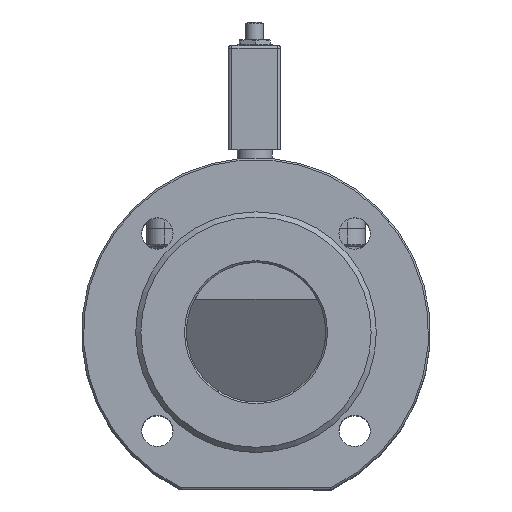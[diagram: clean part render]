
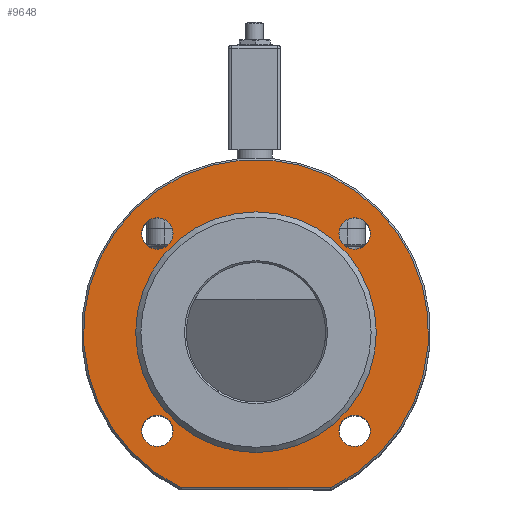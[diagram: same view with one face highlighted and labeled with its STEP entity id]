
A CAD part, top view. The second image highlights one B-rep face of the part: STEP entity #9648.
In plain terms, the highlighted planar face has unit normal (0, 0, 1).
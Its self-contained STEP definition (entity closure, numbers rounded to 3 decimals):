
#185=FACE_BOUND('',#1486,.T.);
#186=FACE_BOUND('',#1487,.T.);
#187=FACE_BOUND('',#1488,.T.);
#188=FACE_BOUND('',#1489,.T.);
#189=FACE_BOUND('',#1490,.T.);
#239=PLANE('',#10305);
#519=CIRCLE('',#10286,99.);
#536=CIRCLE('',#10306,69.);
#537=CIRCLE('',#10307,9.);
#538=CIRCLE('',#10308,9.);
#539=CIRCLE('',#10309,9.);
#540=CIRCLE('',#10310,9.);
#931=FACE_OUTER_BOUND('',#1485,.T.);
#1485=EDGE_LOOP('',(#6226,#6227));
#1486=EDGE_LOOP('',(#6228));
#1487=EDGE_LOOP('',(#6229));
#1488=EDGE_LOOP('',(#6230));
#1489=EDGE_LOOP('',(#6231));
#1490=EDGE_LOOP('',(#6232));
#2103=LINE('',#14017,#2868);
#2868=VECTOR('',#11257,10.);
#3845=VERTEX_POINT('',#13973);
#3846=VERTEX_POINT('',#13994);
#3867=VERTEX_POINT('',#14061);
#3868=VERTEX_POINT('',#14063);
#3869=VERTEX_POINT('',#14065);
#3870=VERTEX_POINT('',#14067);
#3871=VERTEX_POINT('',#14069);
#4759=EDGE_CURVE('',#3845,#3846,#519,.T.);
#4761=EDGE_CURVE('',#3846,#3845,#2103,.T.);
#4783=EDGE_CURVE('',#3867,#3867,#536,.T.);
#4784=EDGE_CURVE('',#3868,#3868,#537,.T.);
#4785=EDGE_CURVE('',#3869,#3869,#538,.T.);
#4786=EDGE_CURVE('',#3870,#3870,#539,.T.);
#4787=EDGE_CURVE('',#3871,#3871,#540,.T.);
#6226=ORIENTED_EDGE('',*,*,#4761,.F.);
#6227=ORIENTED_EDGE('',*,*,#4759,.F.);
#6228=ORIENTED_EDGE('',*,*,#4783,.F.);
#6229=ORIENTED_EDGE('',*,*,#4784,.F.);
#6230=ORIENTED_EDGE('',*,*,#4785,.F.);
#6231=ORIENTED_EDGE('',*,*,#4786,.F.);
#6232=ORIENTED_EDGE('',*,*,#4787,.F.);
#9648=ADVANCED_FACE('',(#931,#185,#186,#187,#188,#189),#239,.F.);
#10286=AXIS2_PLACEMENT_3D('',#13995,#11253,#11254);
#10305=AXIS2_PLACEMENT_3D('',#14060,#11297,#11298);
#10306=AXIS2_PLACEMENT_3D('',#14062,#11299,#11300);
#10307=AXIS2_PLACEMENT_3D('',#14064,#11301,#11302);
#10308=AXIS2_PLACEMENT_3D('',#14066,#11303,#11304);
#10309=AXIS2_PLACEMENT_3D('',#14068,#11305,#11306);
#10310=AXIS2_PLACEMENT_3D('',#14070,#11307,#11308);
#11253=DIRECTION('center_axis',(0.,0.,-1.));
#11254=DIRECTION('ref_axis',(1.,0.,0.));
#11257=DIRECTION('',(-1.,0.,0.));
#11297=DIRECTION('center_axis',(0.,0.,-1.));
#11298=DIRECTION('ref_axis',(-1.,0.,0.));
#11299=DIRECTION('center_axis',(0.,0.,1.));
#11300=DIRECTION('ref_axis',(-1.,0.,0.));
#11301=DIRECTION('center_axis',(0.,0.,1.));
#11302=DIRECTION('ref_axis',(1.,0.,0.));
#11303=DIRECTION('center_axis',(0.,0.,1.));
#11304=DIRECTION('ref_axis',(1.,0.,0.));
#11305=DIRECTION('center_axis',(0.,0.,1.));
#11306=DIRECTION('ref_axis',(1.,0.,0.));
#11307=DIRECTION('center_axis',(0.,0.,1.));
#11308=DIRECTION('ref_axis',(1.,0.,0.));
#13973=CARTESIAN_POINT('',(-43.359,-89.,0.));
#13994=CARTESIAN_POINT('',(43.359,-89.,0.));
#13995=CARTESIAN_POINT('Origin',(0.,0.,0.));
#14017=CARTESIAN_POINT('',(-27.679,-89.,0.));
#14060=CARTESIAN_POINT('Origin',(0.,0.,0.));
#14061=CARTESIAN_POINT('',(69.,0.,0.));
#14062=CARTESIAN_POINT('Origin',(0.,0.,0.));
#14063=CARTESIAN_POINT('',(47.569,56.569,0.));
#14064=CARTESIAN_POINT('Origin',(56.569,56.569,0.));
#14065=CARTESIAN_POINT('',(47.569,-56.569,0.));
#14066=CARTESIAN_POINT('Origin',(56.569,-56.569,0.));
#14067=CARTESIAN_POINT('',(-65.569,-56.569,0.));
#14068=CARTESIAN_POINT('Origin',(-56.569,-56.569,0.));
#14069=CARTESIAN_POINT('',(-65.569,56.569,0.));
#14070=CARTESIAN_POINT('Origin',(-56.569,56.569,0.));
